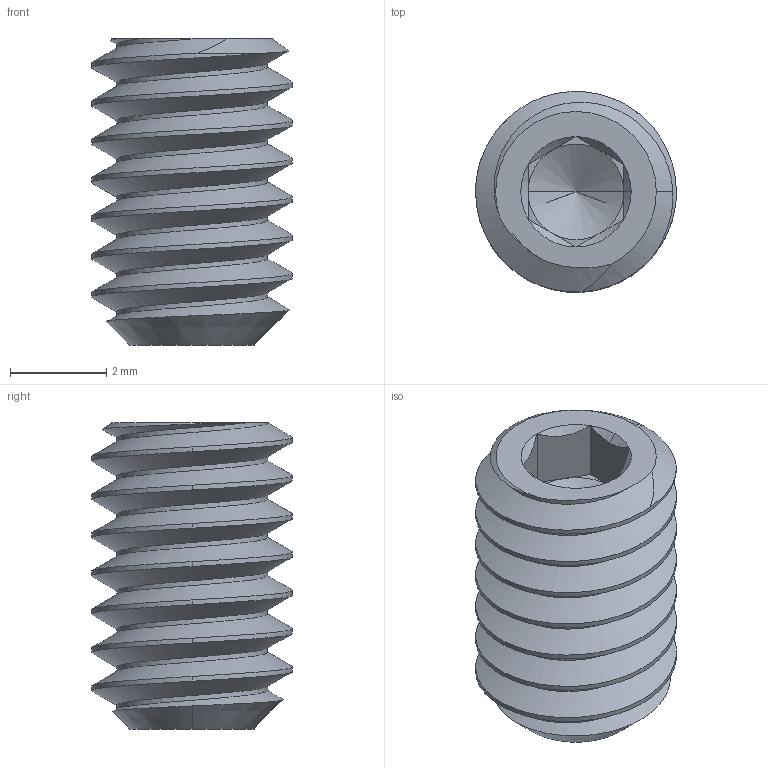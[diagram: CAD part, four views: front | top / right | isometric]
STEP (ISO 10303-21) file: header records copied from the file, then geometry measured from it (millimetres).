
FILE_DESCRIPTION (( 'STEP AP214' ), '1' );
FILE_NAME ('276-2385-001.STEP', '2015-09-23T21:45:05', ( 'svradm' ), ( '' ), 'SwSTEP 2.0', 'SolidWorks 2015', '' );
FILE_SCHEMA (( 'AUTOMOTIVE_DESIGN' ));
Length unit declared in the file: inch
Products named in the file (1): 276-2385-001
Bounding box: 4.17 x 4.16 x 6.35 mm (x, y, z)
Volume: 60.3 mm3; surface area: 146.3 mm2
Topology: 1 solids, 1 shells, 46 faces, 112 edges, 67 vertices
Faces by surface type: cone 15, cylinder 14, plane 14, bspline 3
Entity records: 2706 total; most frequent: CARTESIAN_POINT 1732, ORIENTED_EDGE 220, DIRECTION 167, EDGE_CURVE 110, VERTEX_POINT 67, AXIS2_PLACEMENT_3D 64, EDGE_LOOP 47, FACE_OUTER_BOUND 46
